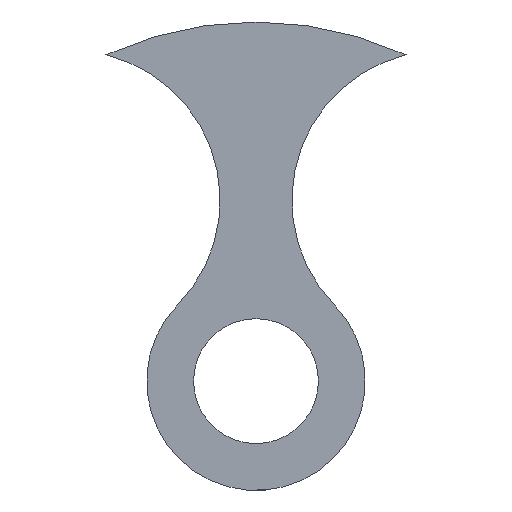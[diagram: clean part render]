
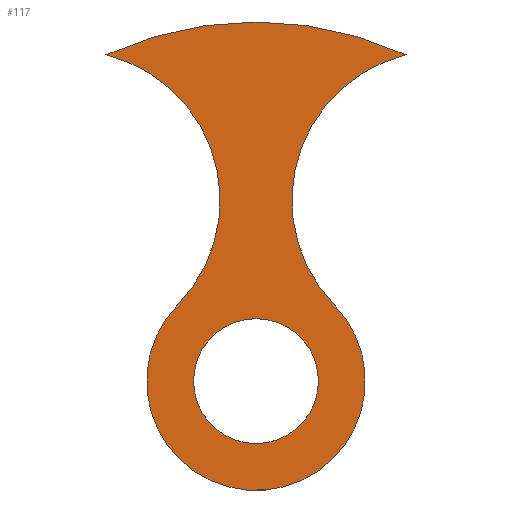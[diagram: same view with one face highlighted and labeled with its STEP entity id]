
A CAD part, front view. The second image highlights one B-rep face of the part: STEP entity #117.
In plain terms, the highlighted planar face has unit normal (0, -1, 0).
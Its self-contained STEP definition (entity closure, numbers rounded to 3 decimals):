
#15=PLANE('',#136);
#26=FACE_BOUND('',#42,.T.);
#33=FACE_OUTER_BOUND('',#41,.T.);
#41=EDGE_LOOP('',(#97,#98,#99,#100));
#42=EDGE_LOOP('',(#101));
#46=CIRCLE('',#123,4.);
#47=CIRCLE('',#125,9.6);
#49=CIRCLE('',#128,7.);
#51=CIRCLE('',#131,9.6);
#53=CIRCLE('',#134,23.);
#56=VERTEX_POINT('',#182);
#57=VERTEX_POINT('',#185);
#58=VERTEX_POINT('',#186);
#61=VERTEX_POINT('',#194);
#63=VERTEX_POINT('',#200);
#66=EDGE_CURVE('',#56,#56,#46,.T.);
#67=EDGE_CURVE('',#57,#58,#47,.T.);
#71=EDGE_CURVE('',#58,#61,#49,.T.);
#74=EDGE_CURVE('',#61,#63,#51,.T.);
#77=EDGE_CURVE('',#63,#57,#53,.T.);
#97=ORIENTED_EDGE('',*,*,#77,.T.);
#98=ORIENTED_EDGE('',*,*,#67,.T.);
#99=ORIENTED_EDGE('',*,*,#71,.T.);
#100=ORIENTED_EDGE('',*,*,#74,.T.);
#101=ORIENTED_EDGE('',*,*,#66,.T.);
#117=ADVANCED_FACE('',(#33,#26),#15,.T.);
#123=AXIS2_PLACEMENT_3D('',#183,#144,#145);
#125=AXIS2_PLACEMENT_3D('',#187,#148,#149);
#128=AXIS2_PLACEMENT_3D('',#195,#156,#157);
#131=AXIS2_PLACEMENT_3D('',#201,#163,#164);
#134=AXIS2_PLACEMENT_3D('',#206,#170,#171);
#136=AXIS2_PLACEMENT_3D('',#208,#174,#175);
#144=DIRECTION('center_axis',(0.,1.,0.));
#145=DIRECTION('ref_axis',(1.,0.,0.));
#148=DIRECTION('center_axis',(0.,1.,0.));
#149=DIRECTION('ref_axis',(0.239,0.,0.971));
#156=DIRECTION('center_axis',(0.,-1.,0.));
#157=DIRECTION('ref_axis',(-0.717,0.,-0.697));
#163=DIRECTION('center_axis',(0.,1.,0.));
#164=DIRECTION('ref_axis',(-0.717,0.,-0.697));
#170=DIRECTION('center_axis',(0.,-1.,0.));
#171=DIRECTION('ref_axis',(0.418,0.,-0.909));
#174=DIRECTION('center_axis',(0.,-1.,0.));
#175=DIRECTION('ref_axis',(0.,0.,-1.));
#182=CARTESIAN_POINT('',(-4.,0.,0.));
#183=CARTESIAN_POINT('Origin',(0.,0.,0.));
#185=CARTESIAN_POINT('',(-9.609,0.,20.896));
#186=CARTESIAN_POINT('',(-5.018,0.,4.88));
#187=CARTESIAN_POINT('Origin',(-11.9,0.,11.574));
#194=CARTESIAN_POINT('',(5.018,0.,4.88));
#195=CARTESIAN_POINT('Origin',(0.,0.,0.));
#200=CARTESIAN_POINT('',(9.609,0.,20.896));
#201=CARTESIAN_POINT('Origin',(11.9,0.,11.574));
#206=CARTESIAN_POINT('Origin',(0.,0.,0.));
#208=CARTESIAN_POINT('Origin',(0.,0.,9.97));
